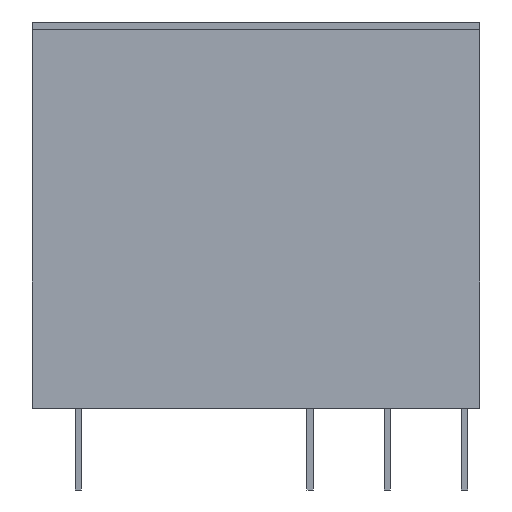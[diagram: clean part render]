
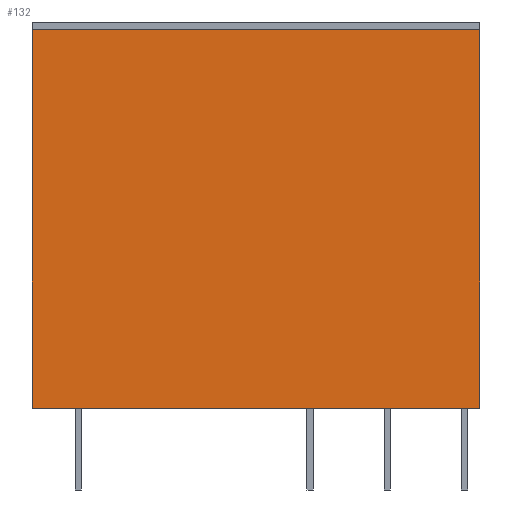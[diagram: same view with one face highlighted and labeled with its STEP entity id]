
A CAD part, front view. The second image highlights one B-rep face of the part: STEP entity #132.
In plain terms, the highlighted planar face has unit normal (0, -1, 0).
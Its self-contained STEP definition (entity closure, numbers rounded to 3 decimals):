
#13=DIRECTION('',(0.,0.,1.));
#28=DIRECTION('',(0.,-1.,0.));
#34=VECTOR('',#35,1.);
#35=DIRECTION('',(-1.,0.,0.));
#63=VERTEX_POINT('',#64);
#64=CARTESIAN_POINT('',(26.,-9.95,24.5));
#76=ORIENTED_EDGE('',*,*,#77,.T.);
#77=EDGE_CURVE('',#63,#78,#80,.T.);
#78=VERTEX_POINT('',#79);
#79=CARTESIAN_POINT('',(-3.,-9.95,24.5));
#80=LINE('',#64,#34);
#121=VECTOR('',#13,1.);
#123=EDGE_CURVE('',#124,#63,#126,.T.);
#124=VERTEX_POINT('',#125);
#125=CARTESIAN_POINT('',(26.,-9.95,0.));
#126=LINE('',#125,#121);
#132=ADVANCED_FACE('',(#133),#144,.T.);
#133=FACE_BOUND('',#134,.T.);
#134=EDGE_LOOP('',(#135,#76,#136,#141));
#135=ORIENTED_EDGE('',*,*,#123,.T.);
#136=ORIENTED_EDGE('',*,*,#137,.F.);
#137=EDGE_CURVE('',#138,#78,#140,.T.);
#138=VERTEX_POINT('',#139);
#139=CARTESIAN_POINT('',(-3.,-9.95,0.));
#140=LINE('',#139,#121);
#141=ORIENTED_EDGE('',*,*,#142,.F.);
#142=EDGE_CURVE('',#124,#138,#143,.T.);
#143=LINE('',#125,#34);
#144=PLANE('',#145);
#145=AXIS2_PLACEMENT_3D('',#125,#28,#35);
